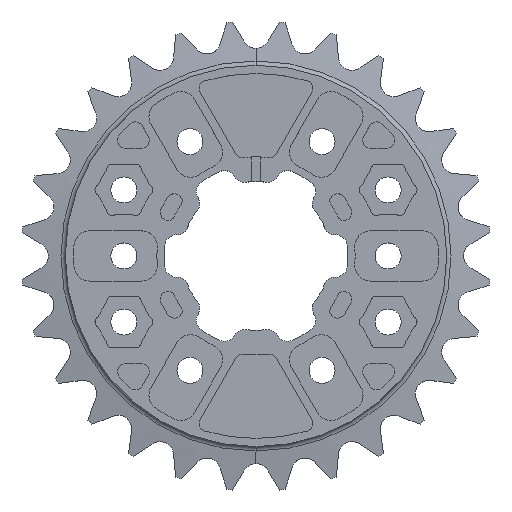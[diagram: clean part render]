
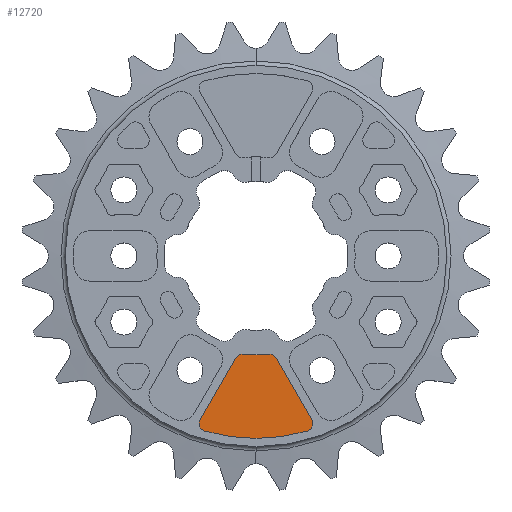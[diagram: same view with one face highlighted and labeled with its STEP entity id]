
A CAD part, top view. The second image highlights one B-rep face of the part: STEP entity #12720.
In plain terms, the highlighted planar face has unit normal (0, 0, 1).
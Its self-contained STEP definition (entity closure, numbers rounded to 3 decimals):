
#159 = VERTEX_POINT ( 'NONE', #16466 ) ;
#353 = CARTESIAN_POINT ( 'NONE',  ( -2.603, -20.435, 1.587 ) ) ;
#463 = CIRCLE ( 'NONE', #15892, 1.55 ) ;
#1041 = VERTEX_POINT ( 'NONE', #8539 ) ;
#1304 = DIRECTION ( 'NONE',  ( 0., 0., 1. ) ) ;
#2061 = DIRECTION ( 'NONE',  ( 1., 0., 0. ) ) ;
#2351 = VERTEX_POINT ( 'NONE', #20339 ) ;
#2430 = ORIENTED_EDGE ( 'NONE', *, *, #15873, .T. ) ;
#3333 = CARTESIAN_POINT ( 'NONE',  ( 0., 0., 1.587 ) ) ;
#3385 = AXIS2_PLACEMENT_3D ( 'NONE', #19526, #17473, #12517 ) ;
#3755 = CIRCLE ( 'NONE', #14378, 1.55 ) ;
#3756 = CARTESIAN_POINT ( 'NONE',  ( -3.415, -18.741, 1.587 ) ) ;
#3884 = VECTOR ( 'NONE', #16349, 1000. ) ;
#4552 = VERTEX_POINT ( 'NONE', #8493 ) ;
#4733 = DIRECTION ( 'NONE',  ( 0., 0., -1. ) ) ;
#5176 = CARTESIAN_POINT ( 'NONE',  ( 2.603, -20.435, 1.587 ) ) ;
#5587 = DIRECTION ( 'NONE',  ( 0., 0., 1. ) ) ;
#5697 = ORIENTED_EDGE ( 'NONE', *, *, #18287, .T. ) ;
#6273 = CIRCLE ( 'NONE', #16584, 19.05 ) ;
#6326 = CIRCLE ( 'NONE', #20047, 1.55 ) ;
#6432 = EDGE_CURVE ( 'NONE', #21244, #6455, #20878, .T. ) ;
#6455 = VERTEX_POINT ( 'NONE', #12843 ) ;
#6716 = VECTOR ( 'NONE', #11917, 1000. ) ;
#6745 = ORIENTED_EDGE ( 'NONE', *, *, #17050, .T. ) ;
#6999 = DIRECTION ( 'NONE',  ( 1., 0., 0. ) ) ;
#7679 = CIRCLE ( 'NONE', #17293, 35.082 ) ;
#7688 = PLANE ( 'NONE',  #8311 ) ;
#8000 = CARTESIAN_POINT ( 'NONE',  ( 0., 0., 1.587 ) ) ;
#8311 = AXIS2_PLACEMENT_3D ( 'NONE', #8000, #21113, #14655 ) ;
#8404 = DIRECTION ( 'NONE',  ( 0., 0., 1. ) ) ;
#8493 = CARTESIAN_POINT ( 'NONE',  ( 9.824, -33.678, 1.587 ) ) ;
#8539 = CARTESIAN_POINT ( 'NONE',  ( 2.407, -18.897, 1.587 ) ) ;
#8683 = ORIENTED_EDGE ( 'NONE', *, *, #15540, .T. ) ;
#9379 = CARTESIAN_POINT ( 'NONE',  ( -2.407, -18.897, 1.587 ) ) ;
#9658 = ORIENTED_EDGE ( 'NONE', *, *, #14186, .T. ) ;
#9695 = CARTESIAN_POINT ( 'NONE',  ( 3.415, -18.741, 1.587 ) ) ;
#9804 = LINE ( 'NONE', #9695, #3884 ) ;
#10017 = DIRECTION ( 'NONE',  ( 1., 0., 0. ) ) ;
#10156 = CIRCLE ( 'NONE', #12527, 1.55 ) ;
#10634 = EDGE_CURVE ( 'NONE', #13045, #16636, #3755, .T. ) ;
#10829 = VERTEX_POINT ( 'NONE', #19663 ) ;
#11721 = DIRECTION ( 'NONE',  ( 0., 0., 1. ) ) ;
#11787 = ORIENTED_EDGE ( 'NONE', *, *, #18298, .T. ) ;
#11917 = DIRECTION ( 'NONE',  ( -0.5, -0.866, 0. ) ) ;
#12326 = DIRECTION ( 'NONE',  ( 1., 0., 0. ) ) ;
#12517 = DIRECTION ( 'NONE',  ( 1., 0., 0. ) ) ;
#12527 = AXIS2_PLACEMENT_3D ( 'NONE', #5176, #11721, #10017 ) ;
#12720 = ADVANCED_FACE ( 'NONE', ( #12730 ), #7688, .T. ) ;
#12730 = FACE_OUTER_BOUND ( 'NONE', #18768, .T. ) ;
#12843 = CARTESIAN_POINT ( 'NONE',  ( 10.732, -31.415, 1.587 ) ) ;
#13045 = VERTEX_POINT ( 'NONE', #9379 ) ;
#14186 = EDGE_CURVE ( 'NONE', #6455, #10829, #9804, .T. ) ;
#14378 = AXIS2_PLACEMENT_3D ( 'NONE', #353, #8404, #6999 ) ;
#14655 = DIRECTION ( 'NONE',  ( 1., 0., 0. ) ) ;
#14934 = LINE ( 'NONE', #3756, #6716 ) ;
#15264 = CARTESIAN_POINT ( 'NONE',  ( 0., 0., 1.587 ) ) ;
#15347 = CARTESIAN_POINT ( 'NONE',  ( 9.39, -32.19, 1.587 ) ) ;
#15540 = EDGE_CURVE ( 'NONE', #2351, #4552, #7679, .T. ) ;
#15873 = EDGE_CURVE ( 'NONE', #1041, #13045, #6273, .T. ) ;
#15892 = AXIS2_PLACEMENT_3D ( 'NONE', #15347, #18891, #12326 ) ;
#15997 = CARTESIAN_POINT ( 'NONE',  ( 10.94, -32.19, 1.587 ) ) ;
#16178 = EDGE_CURVE ( 'NONE', #4552, #21244, #463, .T. ) ;
#16349 = DIRECTION ( 'NONE',  ( -0.5, 0.866, 0. ) ) ;
#16449 = CARTESIAN_POINT ( 'NONE',  ( -9.39, -32.19, 1.587 ) ) ;
#16466 = CARTESIAN_POINT ( 'NONE',  ( -10.732, -31.415, 1.587 ) ) ;
#16479 = CARTESIAN_POINT ( 'NONE',  ( -3.945, -19.66, 1.587 ) ) ;
#16484 = ORIENTED_EDGE ( 'NONE', *, *, #6432, .T. ) ;
#16584 = AXIS2_PLACEMENT_3D ( 'NONE', #3333, #4733, #17943 ) ;
#16636 = VERTEX_POINT ( 'NONE', #16479 ) ;
#17050 = EDGE_CURVE ( 'NONE', #159, #2351, #6326, .T. ) ;
#17293 = AXIS2_PLACEMENT_3D ( 'NONE', #15264, #5587, #2061 ) ;
#17473 = DIRECTION ( 'NONE',  ( 0., 0., 1. ) ) ;
#17599 = ORIENTED_EDGE ( 'NONE', *, *, #16178, .T. ) ;
#17943 = DIRECTION ( 'NONE',  ( 1., 0., 0. ) ) ;
#18176 = DIRECTION ( 'NONE',  ( 1., 0., 0. ) ) ;
#18287 = EDGE_CURVE ( 'NONE', #16636, #159, #14934, .T. ) ;
#18298 = EDGE_CURVE ( 'NONE', #10829, #1041, #10156, .T. ) ;
#18768 = EDGE_LOOP ( 'NONE', ( #9658, #11787, #2430, #18860, #5697, #6745, #8683, #17599, #16484 ) ) ;
#18860 = ORIENTED_EDGE ( 'NONE', *, *, #10634, .T. ) ;
#18891 = DIRECTION ( 'NONE',  ( 0., 0., 1. ) ) ;
#19526 = CARTESIAN_POINT ( 'NONE',  ( 9.39, -32.19, 1.587 ) ) ;
#19663 = CARTESIAN_POINT ( 'NONE',  ( 3.945, -19.66, 1.587 ) ) ;
#20047 = AXIS2_PLACEMENT_3D ( 'NONE', #16449, #1304, #18176 ) ;
#20339 = CARTESIAN_POINT ( 'NONE',  ( -9.824, -33.678, 1.587 ) ) ;
#20878 = CIRCLE ( 'NONE', #3385, 1.55 ) ;
#21113 = DIRECTION ( 'NONE',  ( 0., 0., 1. ) ) ;
#21244 = VERTEX_POINT ( 'NONE', #15997 ) ;
